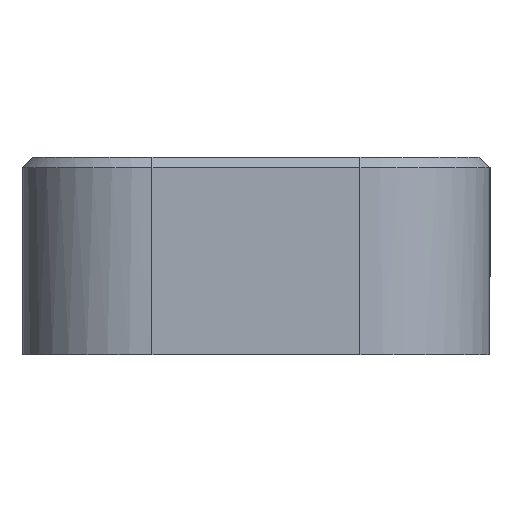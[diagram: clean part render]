
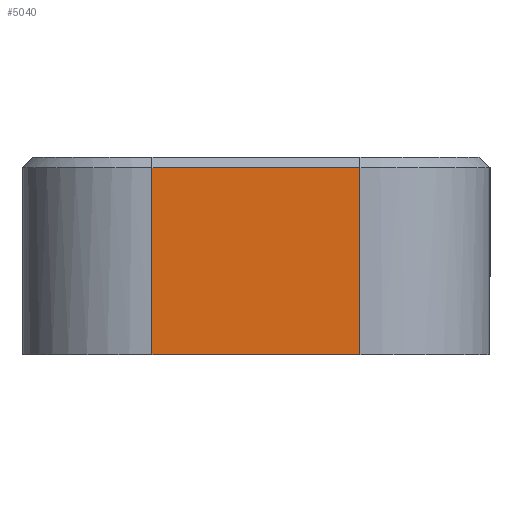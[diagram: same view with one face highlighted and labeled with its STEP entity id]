
A CAD part, left-side view. The second image highlights one B-rep face of the part: STEP entity #5040.
In plain terms, the highlighted planar face has unit normal (-1, 0, 0).
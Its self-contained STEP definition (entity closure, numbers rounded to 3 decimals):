
#403=DIRECTION('',(0.,0.,1.));
#404=VECTOR('',#403,7.2);
#405=CARTESIAN_POINT('',(-28.45,35.639,4.5));
#406=LINE('',#405,#404);
#451=DIRECTION('',(0.,0.,-1.));
#452=VECTOR('',#451,7.2);
#453=CARTESIAN_POINT('',(-28.45,27.639,11.7));
#454=LINE('',#453,#452);
#1876=DIRECTION('',(0.,1.,0.));
#1877=VECTOR('',#1876,8.);
#1878=CARTESIAN_POINT('',(-28.45,27.639,4.5));
#1879=LINE('',#1878,#1877);
#1906=DIRECTION('',(0.,1.,0.));
#1907=VECTOR('',#1906,8.);
#1908=CARTESIAN_POINT('',(-28.45,27.639,11.7));
#1909=LINE('',#1908,#1907);
#1996=CARTESIAN_POINT('',(-28.45,35.639,11.7));
#1997=VERTEX_POINT('',#1996);
#2001=CARTESIAN_POINT('',(-28.45,27.639,11.7));
#2003=VERTEX_POINT('',#2001);
#2110=CARTESIAN_POINT('',(-28.45,27.639,4.5));
#2111=VERTEX_POINT('',#2110);
#2112=CARTESIAN_POINT('',(-28.45,35.639,4.5));
#2113=VERTEX_POINT('',#2112);
#5029=CARTESIAN_POINT('',(-28.45,41.639,7.5));
#5030=DIRECTION('',(-1.,0.,0.));
#5031=DIRECTION('',(0.,-1.,0.));
#5032=AXIS2_PLACEMENT_3D('',#5029,#5030,#5031);
#5033=PLANE('',#5032);
#5034=ORIENTED_EDGE('',*,*,#2875,.F.);
#5035=ORIENTED_EDGE('',*,*,#2907,.T.);
#5036=ORIENTED_EDGE('',*,*,#4992,.T.);
#5037=ORIENTED_EDGE('',*,*,#2844,.T.);
#5038=EDGE_LOOP('',(#5034,#5035,#5036,#5037));
#5039=FACE_OUTER_BOUND('',#5038,.F.);
#5040=ADVANCED_FACE('',(#5039),#5033,.T.);
#2844=EDGE_CURVE('',#2113,#1997,#406,.T.);
#2875=EDGE_CURVE('',#2003,#1997,#1909,.T.);
#2907=EDGE_CURVE('',#2003,#2111,#454,.T.);
#4992=EDGE_CURVE('',#2111,#2113,#1879,.T.);
